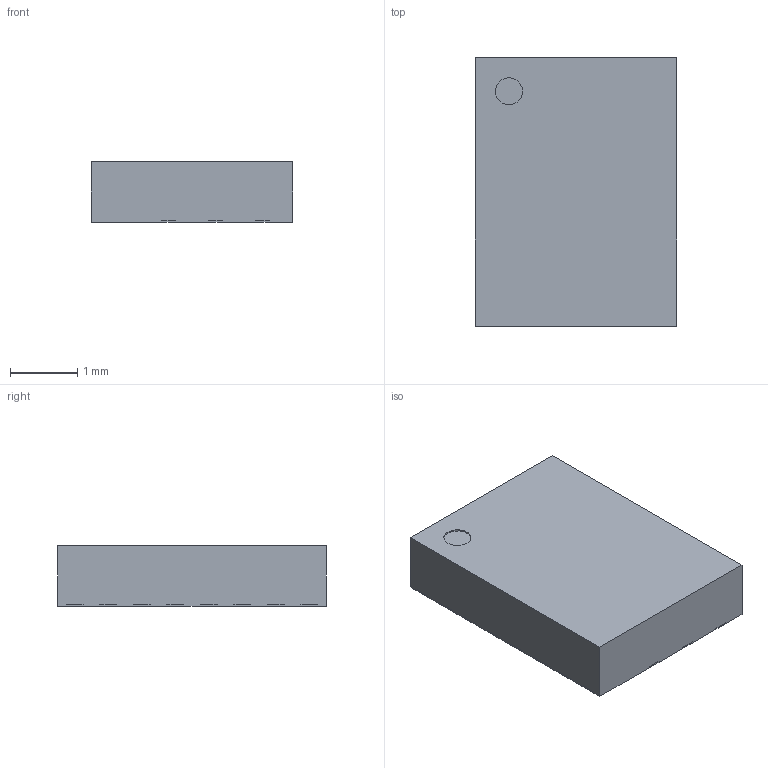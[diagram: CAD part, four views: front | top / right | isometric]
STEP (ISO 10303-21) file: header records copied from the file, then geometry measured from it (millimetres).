
FILE_DESCRIPTION (( 'STEP AP214' ), '1' );
FILE_NAME ('QFN16D3E4e0_5_MPQ.STEP', '2022-01-17T03:59:39', ( 'boksop' ), ( '' ), 'SwSTEP 2.0', 'SolidWorks 2020', '' );
FILE_SCHEMA (( 'AUTOMOTIVE_DESIGN' ));
Length unit declared in the file: millimetre
Products named in the file (1): QFN16D3E4e0_5_MPQ
Bounding box: 3 x 4 x 0.9 mm (x, y, z)
Volume: 10.8 mm3; surface area: 43.2 mm2
Topology: 17 solids, 17 shells, 185 faces, 444 edges, 296 vertices
Faces by surface type: plane 185
Entity records: 6745 total; most frequent: CARTESIAN_POINT 926, ORIENTED_EDGE 888, DIRECTION 816, VECTOR 444, LINE 444, EDGE_CURVE 444, VERTEX_POINT 296, EDGE_LOOP 188
